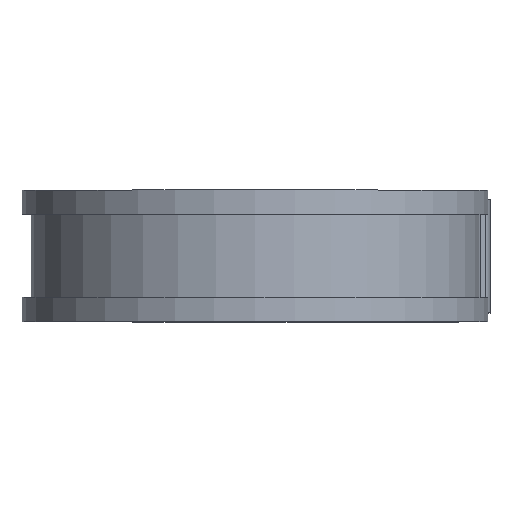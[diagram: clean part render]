
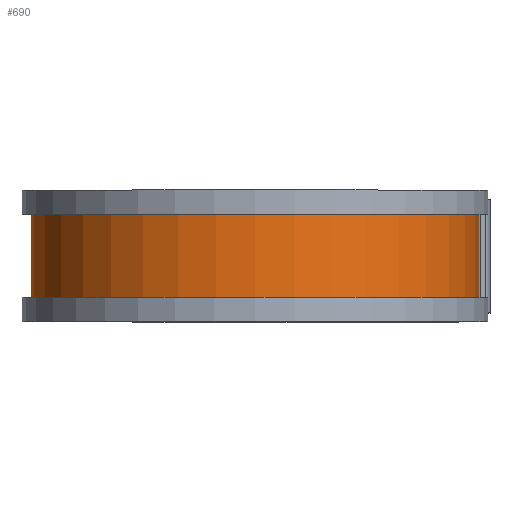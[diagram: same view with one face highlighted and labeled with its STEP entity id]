
A CAD part, top view. The second image highlights one B-rep face of the part: STEP entity #690.
In plain terms, the highlighted cylindrical face has radius 37.668 mm (diameter 75.336 mm), a partial arc.
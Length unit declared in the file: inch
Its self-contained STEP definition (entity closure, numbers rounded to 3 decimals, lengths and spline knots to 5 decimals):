
#1 = DIRECTION ( 'NONE',  ( 0., 0., -1. ) ) ;
#35 = ORIENTED_EDGE ( 'NONE', *, *, #855, .T. ) ;
#64 = AXIS2_PLACEMENT_3D ( 'NONE', #1646, #882, #1 ) ;
#124 = EDGE_LOOP ( 'NONE', ( #343, #1303, #35, #1298 ) ) ;
#150 = CARTESIAN_POINT ( 'NONE',  ( 0., 0.375, -1.483 ) ) ;
#159 = VECTOR ( 'NONE', #240, 39.37008 ) ;
#186 = EDGE_CURVE ( 'NONE', #469, #612, #512, .T. ) ;
#207 = VERTEX_POINT ( 'NONE', #1606 ) ;
#240 = DIRECTION ( 'NONE',  ( 0., -1., 0. ) ) ;
#343 = ORIENTED_EDGE ( 'NONE', *, *, #186, .F. ) ;
#469 = VERTEX_POINT ( 'NONE', #1445 ) ;
#512 = LINE ( 'NONE', #1288, #1451 ) ;
#554 = CARTESIAN_POINT ( 'NONE',  ( 0., -0.275, -1.483 ) ) ;
#561 = DIRECTION ( 'NONE',  ( 0., 0., -1. ) ) ;
#564 = DIRECTION ( 'NONE',  ( 0., -1., 0. ) ) ;
#574 = CARTESIAN_POINT ( 'NONE',  ( 0., 0.275, 0. ) ) ;
#612 = VERTEX_POINT ( 'NONE', #681 ) ;
#621 = AXIS2_PLACEMENT_3D ( 'NONE', #1166, #1151, #1141 ) ;
#681 = CARTESIAN_POINT ( 'NONE',  ( 1.483, -0.275, 0. ) ) ;
#690 = ADVANCED_FACE ( 'NONE', ( #1148 ), #1593, .T. ) ;
#781 = EDGE_CURVE ( 'NONE', #469, #207, #1411, .T. ) ;
#812 = AXIS2_PLACEMENT_3D ( 'NONE', #574, #564, #561 ) ;
#855 = EDGE_CURVE ( 'NONE', #207, #1441, #877, .T. ) ;
#877 = LINE ( 'NONE', #150, #159 ) ;
#882 = DIRECTION ( 'NONE',  ( 0., -1., 0. ) ) ;
#1141 = DIRECTION ( 'NONE',  ( 0., 0., -1. ) ) ;
#1148 = FACE_OUTER_BOUND ( 'NONE', #124, .T. ) ;
#1151 = DIRECTION ( 'NONE',  ( 0., -1., 0. ) ) ;
#1166 = CARTESIAN_POINT ( 'NONE',  ( 0., 0.375, 0. ) ) ;
#1288 = CARTESIAN_POINT ( 'NONE',  ( 1.483, 0.375, 0. ) ) ;
#1298 = ORIENTED_EDGE ( 'NONE', *, *, #1479, .F. ) ;
#1303 = ORIENTED_EDGE ( 'NONE', *, *, #781, .T. ) ;
#1411 = CIRCLE ( 'NONE', #812, 1.483 ) ;
#1441 = VERTEX_POINT ( 'NONE', #554 ) ;
#1445 = CARTESIAN_POINT ( 'NONE',  ( 1.483, 0.275, 0. ) ) ;
#1451 = VECTOR ( 'NONE', #1511, 39.37008 ) ;
#1479 = EDGE_CURVE ( 'NONE', #612, #1441, #1746, .T. ) ;
#1511 = DIRECTION ( 'NONE',  ( 0., -1., 0. ) ) ;
#1593 = CYLINDRICAL_SURFACE ( 'NONE', #621, 1.483 ) ;
#1606 = CARTESIAN_POINT ( 'NONE',  ( 0., 0.275, -1.483 ) ) ;
#1646 = CARTESIAN_POINT ( 'NONE',  ( 0., -0.275, 0. ) ) ;
#1746 = CIRCLE ( 'NONE', #64, 1.483 ) ;
